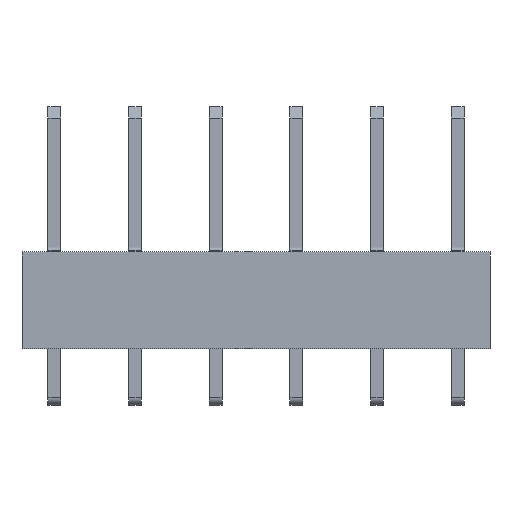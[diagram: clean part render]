
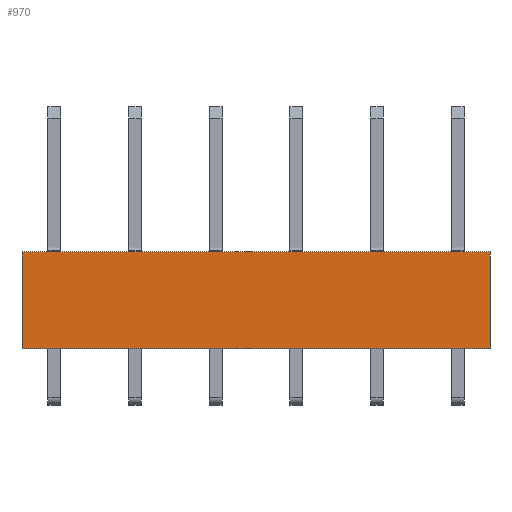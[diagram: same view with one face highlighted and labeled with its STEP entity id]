
A CAD part, front view. The second image highlights one B-rep face of the part: STEP entity #970.
In plain terms, the highlighted planar face has unit normal (0, -1, 0).
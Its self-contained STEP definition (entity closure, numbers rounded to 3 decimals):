
#952=AXIS2_PLACEMENT_3D('Plane Axis2P3D',#949,#950,#951) ;
#40=CARTESIAN_POINT('Vertex',(29.,0.,9.5)) ;
#56=CARTESIAN_POINT('Vertex',(0.,0.,9.5)) ;
#59=CARTESIAN_POINT('Line Origine',(14.5,0.,9.5)) ;
#519=CARTESIAN_POINT('Vertex',(29.,0.,3.5)) ;
#522=CARTESIAN_POINT('Line Origine',(14.5,0.,3.5)) ;
#526=CARTESIAN_POINT('Vertex',(0.,0.,3.5)) ;
#949=CARTESIAN_POINT('Axis2P3D Location',(0.,0.,9.5)) ;
#954=CARTESIAN_POINT('Line Origine',(29.,0.,6.5)) ;
#959=CARTESIAN_POINT('Line Origine',(0.,0.,6.5)) ;
#60=DIRECTION('Vector Direction',(1.,0.,0.)) ;
#523=DIRECTION('Vector Direction',(1.,0.,0.)) ;
#950=DIRECTION('Axis2P3D Direction',(0.,-1.,0.)) ;
#951=DIRECTION('Axis2P3D XDirection',(0.,0.,-1.)) ;
#955=DIRECTION('Vector Direction',(0.,0.,-1.)) ;
#960=DIRECTION('Vector Direction',(0.,0.,-1.)) ;
#61=VECTOR('Line Direction',#60,1.) ;
#524=VECTOR('Line Direction',#523,1.) ;
#956=VECTOR('Line Direction',#955,1.) ;
#961=VECTOR('Line Direction',#960,1.) ;
#965=ORIENTED_EDGE('',*,*,#958,.T.) ;
#966=ORIENTED_EDGE('',*,*,#63,.F.) ;
#967=ORIENTED_EDGE('',*,*,#963,.F.) ;
#968=ORIENTED_EDGE('',*,*,#528,.T.) ;
#970=ADVANCED_FACE('Housing',(#969),#953,.T.) ;
#63=EDGE_CURVE('',#57,#41,#62,.T.) ;
#528=EDGE_CURVE('',#527,#520,#525,.T.) ;
#958=EDGE_CURVE('',#520,#41,#957,.F.) ;
#963=EDGE_CURVE('',#527,#57,#962,.F.) ;
#964=EDGE_LOOP('',(#965,#966,#967,#968)) ;
#969=FACE_OUTER_BOUND('',#964,.T.) ;
#62=LINE('Line',#59,#61) ;
#525=LINE('Line',#522,#524) ;
#957=LINE('Line',#954,#956) ;
#962=LINE('Line',#959,#961) ;
#953=PLANE('',#952) ;
#41=VERTEX_POINT('',#40) ;
#57=VERTEX_POINT('',#56) ;
#520=VERTEX_POINT('',#519) ;
#527=VERTEX_POINT('',#526) ;
